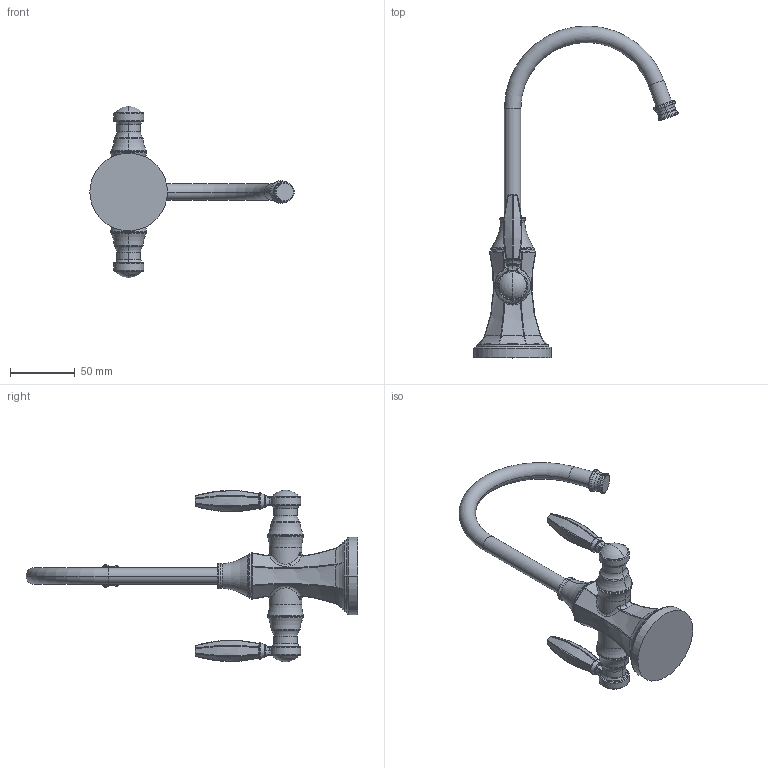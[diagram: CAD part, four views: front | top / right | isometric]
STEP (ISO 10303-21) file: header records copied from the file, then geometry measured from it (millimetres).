
FILE_DESCRIPTION((''),'2;1');
FILE_NAME('1200-5603','2021-04-21T13:26:34',('jinson.thomas'),(''),'CREO PARAMETRIC BY PTC INC, 2018400','CREO PARAMETRIC BY PTC INC, 2018400','');
FILE_SCHEMA(('CONFIG_CONTROL_DESIGN'));
Length unit declared in the file: inch
Products named in the file (1): 1200-5603
Bounding box: 157.78 x 256.29 x 132.44 mm (x, y, z)
Volume: 204587.2 mm3; surface area: 40311.7 mm2
Topology: 1 solids, 1 shells, 468 faces, 1040 edges, 582 vertices
Faces by surface type: bspline 298, torus 96, plane 28, sphere 24, cylinder 20, cone 2
Entity records: 26170 total; most frequent: CARTESIAN_POINT 17743, ORIENTED_EDGE 2072, DIRECTION 1310, EDGE_CURVE 1036, AXIS2_PLACEMENT_3D 629, VERTEX_POINT 582, B_SPLINE_CURVE_WITH_KNOTS 525, EDGE_LOOP 480
